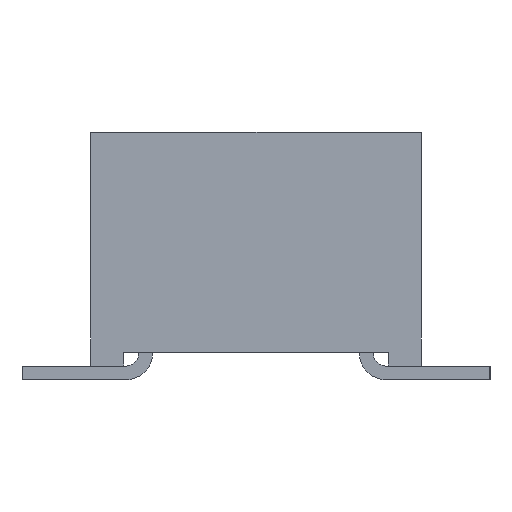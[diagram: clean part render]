
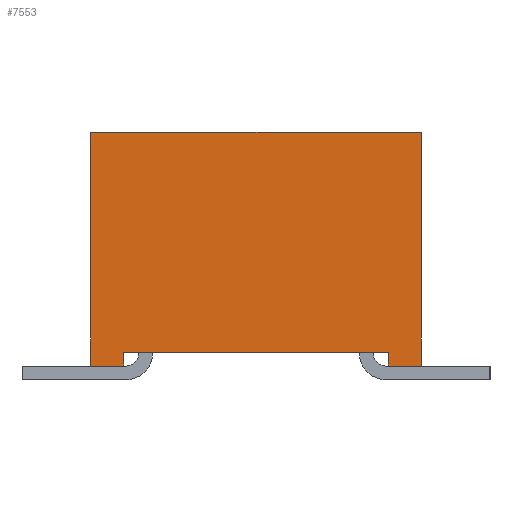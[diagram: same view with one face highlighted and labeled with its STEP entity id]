
A CAD part, left-side view. The second image highlights one B-rep face of the part: STEP entity #7553.
In plain terms, the highlighted planar face has unit normal (-1, 0, 0).
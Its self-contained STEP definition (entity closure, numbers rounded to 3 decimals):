
#7553 = ADVANCED_FACE('',(#7554),#7620,.F.);
#7554 = FACE_BOUND('',#7555,.T.);
#7555 = EDGE_LOOP('',(#7556,#7566,#7574,#7582,#7590,#7598,#7606,#7614));
#7556 = ORIENTED_EDGE('',*,*,#7557,.T.);
#7557 = EDGE_CURVE('',#7558,#7560,#7562,.T.);
#7558 = VERTEX_POINT('',#7559);
#7559 = CARTESIAN_POINT('',(-17.996,-1.219,0.277));
#7560 = VERTEX_POINT('',#7561);
#7561 = CARTESIAN_POINT('',(-17.996,-1.219,0.15));
#7562 = LINE('',#7563,#7564);
#7563 = CARTESIAN_POINT('',(-17.996,-1.219,0.277));
#7564 = VECTOR('',#7565,1.);
#7565 = DIRECTION('',(0.,0.,-1.));
#7566 = ORIENTED_EDGE('',*,*,#7567,.T.);
#7567 = EDGE_CURVE('',#7560,#7568,#7570,.T.);
#7568 = VERTEX_POINT('',#7569);
#7569 = CARTESIAN_POINT('',(-17.996,-1.524,0.15));
#7570 = LINE('',#7571,#7572);
#7571 = CARTESIAN_POINT('',(-17.996,1.524,0.15));
#7572 = VECTOR('',#7573,1.);
#7573 = DIRECTION('',(0.,-1.,0.));
#7574 = ORIENTED_EDGE('',*,*,#7575,.F.);
#7575 = EDGE_CURVE('',#7576,#7568,#7578,.T.);
#7576 = VERTEX_POINT('',#7577);
#7577 = CARTESIAN_POINT('',(-17.996,-1.524,2.309));
#7578 = LINE('',#7579,#7580);
#7579 = CARTESIAN_POINT('',(-17.996,-1.524,2.309));
#7580 = VECTOR('',#7581,1.);
#7581 = DIRECTION('',(0.,0.,-1.));
#7582 = ORIENTED_EDGE('',*,*,#7583,.F.);
#7583 = EDGE_CURVE('',#7584,#7576,#7586,.T.);
#7584 = VERTEX_POINT('',#7585);
#7585 = CARTESIAN_POINT('',(-17.996,1.524,2.309));
#7586 = LINE('',#7587,#7588);
#7587 = CARTESIAN_POINT('',(-17.996,1.524,2.309));
#7588 = VECTOR('',#7589,1.);
#7589 = DIRECTION('',(0.,-1.,0.));
#7590 = ORIENTED_EDGE('',*,*,#7591,.T.);
#7591 = EDGE_CURVE('',#7584,#7592,#7594,.T.);
#7592 = VERTEX_POINT('',#7593);
#7593 = CARTESIAN_POINT('',(-17.996,1.524,0.15));
#7594 = LINE('',#7595,#7596);
#7595 = CARTESIAN_POINT('',(-17.996,1.524,2.309));
#7596 = VECTOR('',#7597,1.);
#7597 = DIRECTION('',(0.,0.,-1.));
#7598 = ORIENTED_EDGE('',*,*,#7599,.T.);
#7599 = EDGE_CURVE('',#7592,#7600,#7602,.T.);
#7600 = VERTEX_POINT('',#7601);
#7601 = CARTESIAN_POINT('',(-17.996,1.219,0.15));
#7602 = LINE('',#7603,#7604);
#7603 = CARTESIAN_POINT('',(-17.996,1.524,0.15));
#7604 = VECTOR('',#7605,1.);
#7605 = DIRECTION('',(0.,-1.,0.));
#7606 = ORIENTED_EDGE('',*,*,#7607,.T.);
#7607 = EDGE_CURVE('',#7600,#7608,#7610,.T.);
#7608 = VERTEX_POINT('',#7609);
#7609 = CARTESIAN_POINT('',(-17.996,1.219,0.277));
#7610 = LINE('',#7611,#7612);
#7611 = CARTESIAN_POINT('',(-17.996,1.219,0.023));
#7612 = VECTOR('',#7613,1.);
#7613 = DIRECTION('',(0.,0.,1.));
#7614 = ORIENTED_EDGE('',*,*,#7615,.T.);
#7615 = EDGE_CURVE('',#7608,#7558,#7616,.T.);
#7616 = LINE('',#7617,#7618);
#7617 = CARTESIAN_POINT('',(-17.996,1.219,0.277));
#7618 = VECTOR('',#7619,1.);
#7619 = DIRECTION('',(0.,-1.,0.));
#7620 = PLANE('',#7621);
#7621 = AXIS2_PLACEMENT_3D('',#7622,#7623,#7624);
#7622 = CARTESIAN_POINT('',(-17.996,1.524,2.309));
#7623 = DIRECTION('',(1.,0.,0.));
#7624 = DIRECTION('',(0.,1.,0.));
